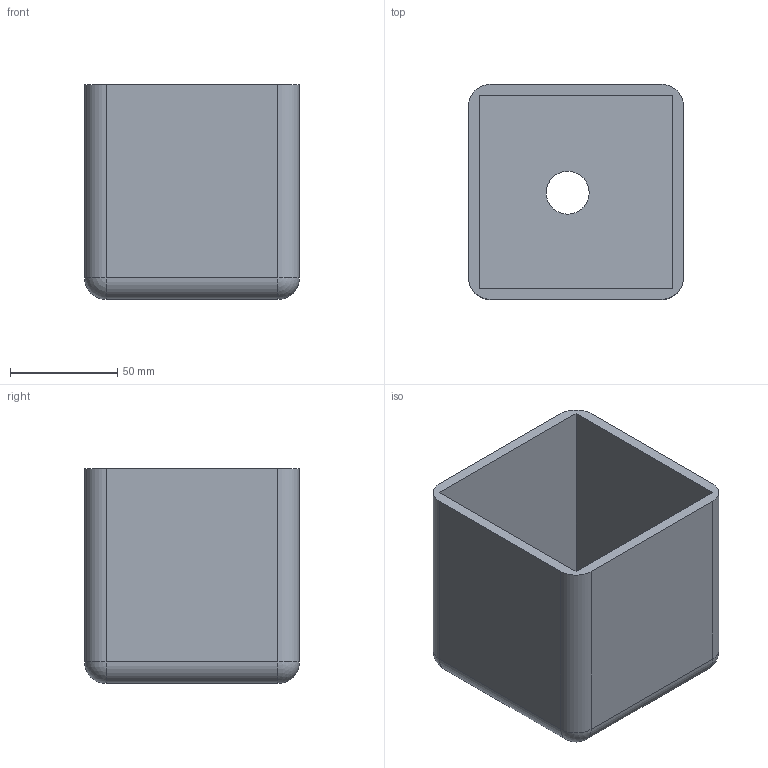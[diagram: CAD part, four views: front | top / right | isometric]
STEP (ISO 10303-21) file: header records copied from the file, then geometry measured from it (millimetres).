
FILE_DESCRIPTION(/* description */ ('CAx-IF Rec.Pracs.---Representation and Presentation of Product Manufacturing Information (PMI)---4.0---2014-10-13','CAx-IF Rec.Pracs.---3D Tessellated Geometry---0.4---2014-09-14','2;1'),/* implementation_level */ '2;1');
FILE_NAME(/* name */ 'model13',/* time_stamp */ '2025-08-28T12:35:53+05:30',/* author */ (''),/* organization */ (''),/* preprocessor_version */ 'ST-DEVELOPER v19.4',/* originating_system */ 'SIEMENS PLM Software NX2306.9180',/* authorisation */ $);
FILE_SCHEMA (('AP242_MANAGED_MODEL_BASED_3D_ENGINEERING_MIM_LF { 1 0 10303 442 3 1 4 }'));
Length unit declared in the file: millimetre
Products named in the file (1): model13
Bounding box: 100 x 100 x 100 mm (x, y, z)
Volume: 212430.7 mm3; surface area: 90309.7 mm2
Topology: 1 solids, 1 shells, 24 faces, 56 edges, 31 vertices
Faces by surface type: plane 11, cylinder 9, sphere 4
Full cylindrical faces by diameter (mm): 20 x1
Entity records: 797 total; most frequent: DIRECTION 150, CARTESIAN_POINT 129, ORIENTED_EDGE 100, AXIS2_PLACEMENT_3D 59, EDGE_CURVE 50, LINE 32, VECTOR 32, VERTEX_POINT 30
